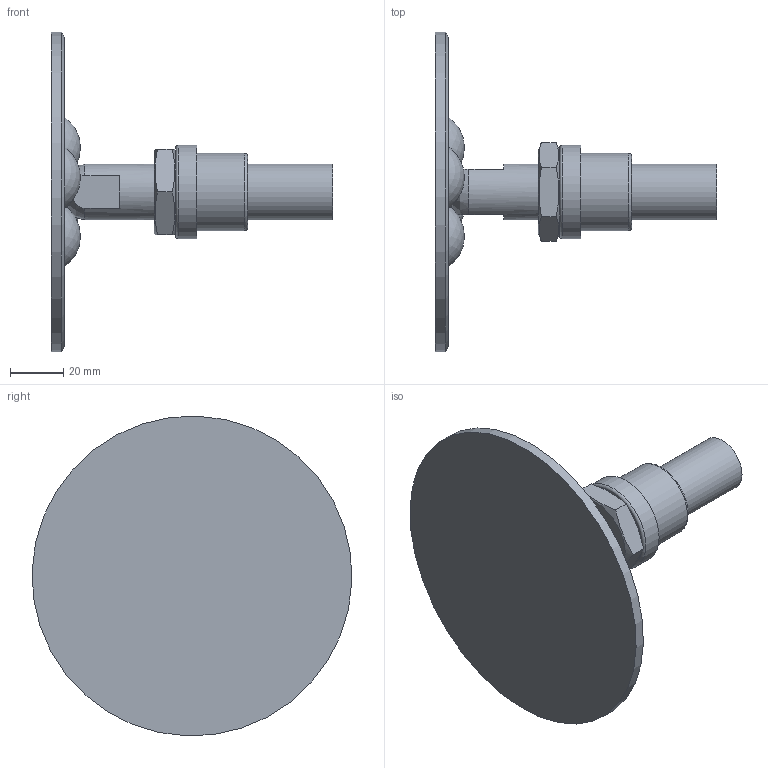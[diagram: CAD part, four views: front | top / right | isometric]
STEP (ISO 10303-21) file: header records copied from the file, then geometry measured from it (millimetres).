
FILE_DESCRIPTION((''),'2;1');
FILE_NAME('70501012X.stp','2010-09-10T12:49:48',('thilbrands'),(''),'Autodesk Inventor 2008','Autodesk Inventor 2008','');
FILE_SCHEMA(('AUTOMOTIVE_DESIGN { 1 0 10303 214 1 1 1 1 }'));
Length unit declared in the file: millimetre
Products named in the file (5): 70501012X; 70601012X-01; 70901012X-0,5(_DQ); 70701012X-0,5(_DQ); 70801100X-1(_DQ)
Assembly tree (4 placements, depth 2):
  70501012X
    70601012X-01
    70901012X-0,5(_DQ)
    70701012X-0,5(_DQ)
    70801100X-1(_DQ)
Bounding box: 105.66 x 119.93 x 119.93 mm (x, y, z)
Volume: 110102.5 mm3; surface area: 39628.9 mm2
Topology: 4 solids, 4 shells, 37 faces, 71 edges, 48 vertices
Faces by surface type: plane 18, cylinder 7, bspline 4, sphere 4, cone 2, torus 2
Full cylindrical faces by diameter (mm): 20.955 x3, 21 x1, 29 x1, 35 x1, 120 x1
Entity records: 1183 total; most frequent: CARTESIAN_POINT 381, DIRECTION 150, ORIENTED_EDGE 110, AXIS2_PLACEMENT_3D 69, EDGE_LOOP 60, EDGE_CURVE 55, VERTEX_POINT 45, FACE_OUTER_BOUND 37
